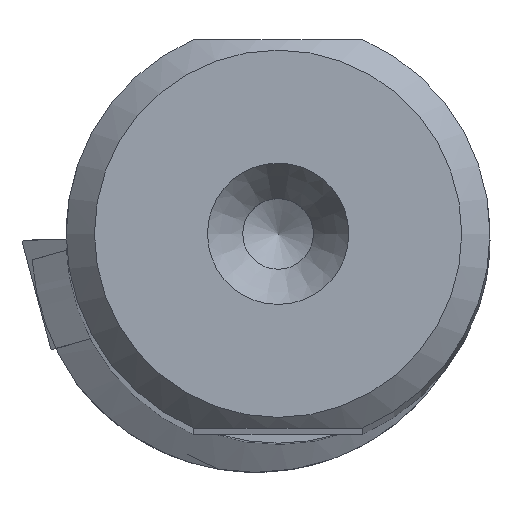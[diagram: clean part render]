
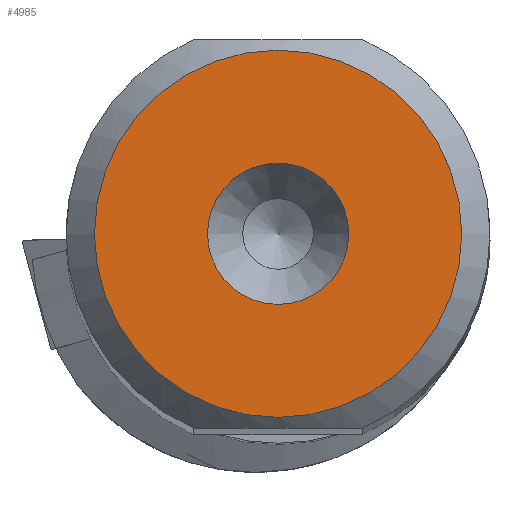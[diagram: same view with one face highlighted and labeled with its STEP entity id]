
A CAD part, top view. The second image highlights one B-rep face of the part: STEP entity #4985.
In plain terms, the highlighted face is planar.
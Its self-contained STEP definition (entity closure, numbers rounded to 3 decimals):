
#66 = CARTESIAN_POINT ( 'NONE',  ( -86.144, 20.976, 31.787 ) ) ;
#454 = AXIS2_PLACEMENT_3D ( 'NONE', #3253, #1820, #6793 ) ;
#1168 = ORIENTED_EDGE ( 'NONE', *, *, #8869, .F. ) ;
#1820 = DIRECTION ( 'NONE',  ( -1., 0., 0. ) ) ;
#2534 = CIRCLE ( 'NONE', #13285, 5.2 ) ;
#2937 = CARTESIAN_POINT ( 'NONE',  ( -86.144, 20.976, 26.587 ) ) ;
#3253 = CARTESIAN_POINT ( 'NONE',  ( -86.144, 20.976, 31.787 ) ) ;
#4074 = CARTESIAN_POINT ( 'NONE',  ( -86.144, 20.976, 33.787 ) ) ;
#4294 = CIRCLE ( 'NONE', #454, 2. ) ;
#4985 = ADVANCED_FACE ( 'NONE', ( #11843, #7029 ), #13196, .F. ) ;
#6793 = DIRECTION ( 'NONE',  ( 0., 0., 1. ) ) ;
#7029 = FACE_BOUND ( 'NONE', #15041, .T. ) ;
#7910 = VERTEX_POINT ( 'NONE', #2937 ) ;
#8380 = CARTESIAN_POINT ( 'NONE',  ( -86.144, 26.176, 31.787 ) ) ;
#8869 = EDGE_CURVE ( 'NONE', #11601, #11601, #4294, .T. ) ;
#9849 = EDGE_LOOP ( 'NONE', ( #15236 ) ) ;
#9908 = DIRECTION ( 'NONE',  ( 1., 0., 0. ) ) ;
#10721 = DIRECTION ( 'NONE',  ( 0., 0., -1. ) ) ;
#11601 = VERTEX_POINT ( 'NONE', #4074 ) ;
#11843 = FACE_OUTER_BOUND ( 'NONE', #9849, .T. ) ;
#12406 = DIRECTION ( 'NONE',  ( 0., 0., -1. ) ) ;
#13067 = EDGE_CURVE ( 'NONE', #7910, #7910, #2534, .T. ) ;
#13196 = PLANE ( 'NONE',  #13755 ) ;
#13285 = AXIS2_PLACEMENT_3D ( 'NONE', #66, #9908, #12406 ) ;
#13755 = AXIS2_PLACEMENT_3D ( 'NONE', #8380, #14564, #10721 ) ;
#14564 = DIRECTION ( 'NONE',  ( 1., 0., 0. ) ) ;
#15041 = EDGE_LOOP ( 'NONE', ( #1168 ) ) ;
#15236 = ORIENTED_EDGE ( 'NONE', *, *, #13067, .F. ) ;
